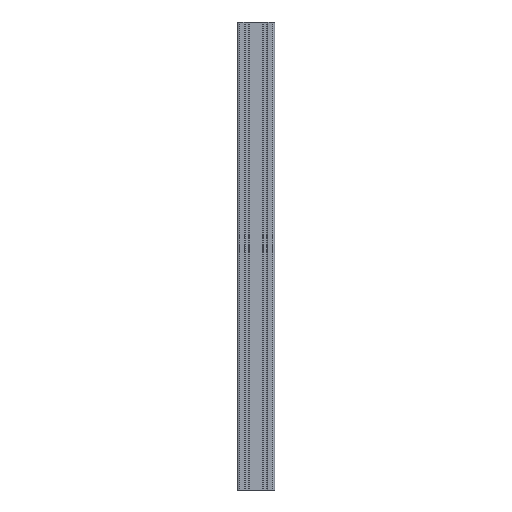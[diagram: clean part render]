
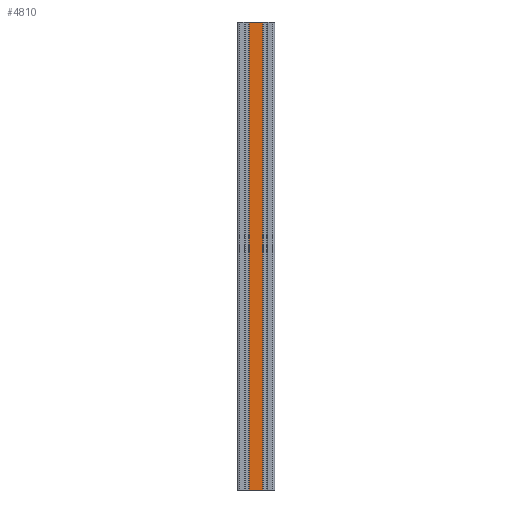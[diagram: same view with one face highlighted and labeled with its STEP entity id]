
A CAD part, front view. The second image highlights one B-rep face of the part: STEP entity #4810.
In plain terms, the highlighted planar face has unit normal (0, -1, 0).
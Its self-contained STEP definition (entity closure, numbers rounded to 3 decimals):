
#4752=CARTESIAN_POINT('',(28.8,0.0,1000.0));
#4753=VERTEX_POINT('',#4752);
#4761=CARTESIAN_POINT('',(28.8,0.0,0.0));
#4762=VERTEX_POINT('',#4761);
#4763=CARTESIAN_POINT('',(28.8,0.0,0.0));
#4764=DIRECTION('',(0.0,0.0,1.0));
#4765=VECTOR('',#4764,1000.0);
#4766=LINE('',#4763,#4765);
#4767=EDGE_CURVE('',#4762,#4753,#4766,.T.);
#4780=CARTESIAN_POINT('',(28.8,0.0,0.0));
#4781=DIRECTION('',(0.0,-1.0,0.0));
#4782=DIRECTION('',(0.0,0.0,-1.0));
#4783=AXIS2_PLACEMENT_3D('',#4780,#4781,#4782);
#4784=PLANE('',#4783);
#4785=CARTESIAN_POINT('',(0.0,0.0,1000.0));
#4786=VERTEX_POINT('',#4785);
#4787=CARTESIAN_POINT('',(28.8,0.0,1000.0));
#4788=DIRECTION('',(-1.0,0.0,0.0));
#4789=VECTOR('',#4788,28.8);
#4790=LINE('',#4787,#4789);
#4791=EDGE_CURVE('',#4753,#4786,#4790,.T.);
#4792=ORIENTED_EDGE('',*,*,#4791,.T.);
#4793=CARTESIAN_POINT('',(0.0,0.0,0.0));
#4794=VERTEX_POINT('',#4793);
#4795=CARTESIAN_POINT('',(0.0,0.0,0.0));
#4796=DIRECTION('',(0.0,0.0,1.0));
#4797=VECTOR('',#4796,1000.0);
#4798=LINE('',#4795,#4797);
#4799=EDGE_CURVE('',#4794,#4786,#4798,.T.);
#4800=ORIENTED_EDGE('',*,*,#4799,.F.);
#4801=CARTESIAN_POINT('',(0.0,0.0,0.0));
#4802=DIRECTION('',(1.0,0.0,0.0));
#4803=VECTOR('',#4802,28.8);
#4804=LINE('',#4801,#4803);
#4805=EDGE_CURVE('',#4794,#4762,#4804,.T.);
#4806=ORIENTED_EDGE('',*,*,#4805,.T.);
#4807=ORIENTED_EDGE('',*,*,#4767,.T.);
#4808=EDGE_LOOP('',(#4792,#4800,#4806,#4807));
#4809=FACE_OUTER_BOUND('',#4808,.T.);
#4810=ADVANCED_FACE('',(#4809),#4784,.T.);
